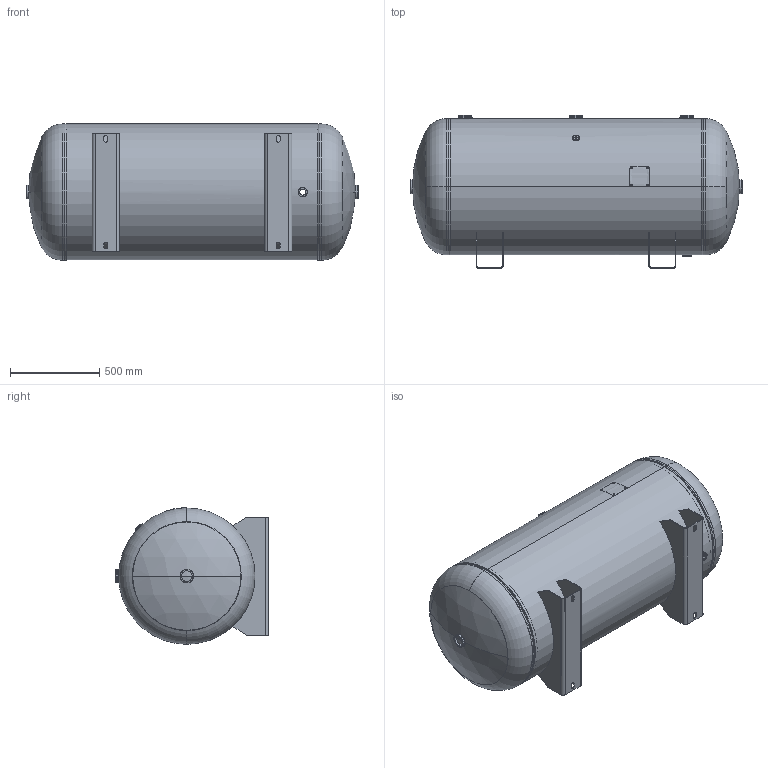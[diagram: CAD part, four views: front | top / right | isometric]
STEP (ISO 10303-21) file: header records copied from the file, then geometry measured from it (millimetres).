
FILE_DESCRIPTION (( 'STEP AP214' ), '1' );
FILE_NAME ('302482.STEP', '2024-04-02T20:33:54', ( '' ), ( '' ), 'SwSTEP 2.0', 'SolidWorks 2022', '' );
FILE_SCHEMA (( 'AUTOMOTIVE_DESIGN' ));
Length unit declared in the file: inch
Products named in the file (9): PHOENIX FLAT FLANGE_0250P391; PHOENIX RAD FLANGE_200P958 OR; NP-HOR_30; 302482-SL; 302482; PHOENIX RAD FLANGE_100P705-7R; PHOENIX FLAT FLANGE_2000O-RING; HEAD_30X186JOG; A55848.2
Assembly tree (13 placements, depth 2):
  302482
    302482-SL
    HEAD_30X186JOG  x2
    PHOENIX FLAT FLANGE_2000O-RING  x2
    PHOENIX RAD FLANGE_200P958 OR  x3
    PHOENIX RAD FLANGE_100P705-7R
    PHOENIX FLAT FLANGE_0250P391
    NP-HOR_30
    A55848.2  x2
Bounding box: 1856.09 x 856.13 x 763.52 mm (x, y, z)
Volume: 28396975.8 mm3; surface area: 10738681.8 mm2
Topology: 13 solids, 13 shells, 314 faces, 684 edges, 408 vertices
Faces by surface type: cylinder 102, torus 100, plane 78, bspline 22, sphere 8, cone 4
Entity records: 11921 total; most frequent: CARTESIAN_POINT 7267, DIRECTION 925, ORIENTED_EDGE 834, EDGE_CURVE 417, AXIS2_PLACEMENT_3D 404, VERTEX_POINT 252, EDGE_LOOP 225, CIRCLE 222
